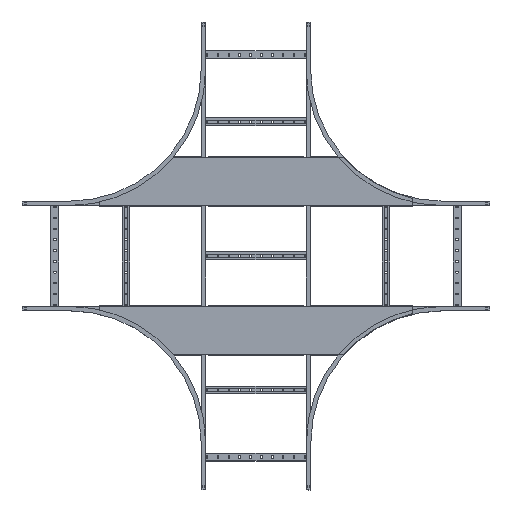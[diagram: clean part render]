
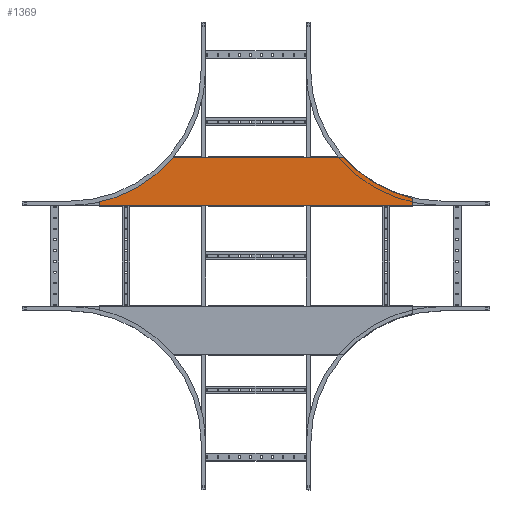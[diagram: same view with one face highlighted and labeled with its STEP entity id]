
A CAD part, top view. The second image highlights one B-rep face of the part: STEP entity #1369.
In plain terms, the highlighted face is planar.
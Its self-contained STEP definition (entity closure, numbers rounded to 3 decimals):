
#587 = CARTESIAN_POINT ( 'NONE',  ( 709.5, -1.2, -363.823 ) ) ;
#605 = CARTESIAN_POINT ( 'NONE',  ( -710.647, -1.2, -358.957 ) ) ;
#709 = CIRCLE ( 'NONE', #10261, 5. ) ;
#944 = DIRECTION ( 'NONE',  ( 0., -1., 0. ) ) ;
#974 = VERTEX_POINT ( 'NONE', #4880 ) ;
#1316 = CARTESIAN_POINT ( 'NONE',  ( 714.5, -1.2, -395.4 ) ) ;
#1369 = ADVANCED_FACE ( 'NONE', ( #9278 ), #4187, .F. ) ;
#1381 = DIRECTION ( 'NONE',  ( 0., 0., 1. ) ) ;
#1481 = EDGE_CURVE ( 'NONE', #2564, #4356, #9026, .T. ) ;
#1550 = CARTESIAN_POINT ( 'NONE',  ( 710.647, -1.2, -358.957 ) ) ;
#1597 = AXIS2_PLACEMENT_3D ( 'NONE', #7290, #944, #1634 ) ;
#1634 = DIRECTION ( 'NONE',  ( 0., 0., 1. ) ) ;
#1724 = VERTEX_POINT ( 'NONE', #6458 ) ;
#2098 = DIRECTION ( 'NONE',  ( 0., -1., 0. ) ) ;
#2153 = CARTESIAN_POINT ( 'NONE',  ( -399.051, -1.2, -173.2 ) ) ;
#2294 = ORIENTED_EDGE ( 'NONE', *, *, #5058, .F. ) ;
#2564 = VERTEX_POINT ( 'NONE', #7351 ) ;
#2614 = DIRECTION ( 'NONE',  ( 0., 1., 0. ) ) ;
#2779 = ORIENTED_EDGE ( 'NONE', *, *, #3316, .T. ) ;
#2896 = EDGE_CURVE ( 'NONE', #6199, #4210, #6131, .T. ) ;
#2953 = ORIENTED_EDGE ( 'NONE', *, *, #5337, .F. ) ;
#2958 = DIRECTION ( 'NONE',  ( 0., -1., 0. ) ) ;
#3003 = ORIENTED_EDGE ( 'NONE', *, *, #1481, .T. ) ;
#3188 = DIRECTION ( 'NONE',  ( -1., 0., 0. ) ) ;
#3243 = CARTESIAN_POINT ( 'NONE',  ( -714.5, -1.2, 226.8 ) ) ;
#3316 = EDGE_CURVE ( 'NONE', #974, #4210, #8113, .T. ) ;
#3606 = CARTESIAN_POINT ( 'NONE',  ( 848.677, -1.2, 226.8 ) ) ;
#3782 = AXIS2_PLACEMENT_3D ( 'NONE', #3606, #6857, #4522 ) ;
#3859 = LINE ( 'NONE', #4768, #8331 ) ;
#4140 = EDGE_LOOP ( 'NONE', ( #8147, #6954, #3003, #2953, #2294, #2779, #9546, #6556 ) ) ;
#4187 = PLANE ( 'NONE',  #5355 ) ;
#4210 = VERTEX_POINT ( 'NONE', #1550 ) ;
#4356 = VERTEX_POINT ( 'NONE', #9864 ) ;
#4522 = DIRECTION ( 'NONE',  ( 0., 0., -1. ) ) ;
#4593 = CARTESIAN_POINT ( 'NONE',  ( -709.5, -1.2, -363.823 ) ) ;
#4680 = VECTOR ( 'NONE', #4752, 1000. ) ;
#4752 = DIRECTION ( 'NONE',  ( -1., 0., 0. ) ) ;
#4768 = CARTESIAN_POINT ( 'NONE',  ( -1037., -1.2, -393.2 ) ) ;
#4880 = CARTESIAN_POINT ( 'NONE',  ( 714.5, -1.2, -363.823 ) ) ;
#4892 = DIRECTION ( 'NONE',  ( 0., 0., -1. ) ) ;
#5058 = EDGE_CURVE ( 'NONE', #974, #1724, #6471, .T. ) ;
#5198 = LINE ( 'NONE', #8715, #4680 ) ;
#5337 = EDGE_CURVE ( 'NONE', #1724, #4356, #3859, .T. ) ;
#5355 = AXIS2_PLACEMENT_3D ( 'NONE', #9866, #2614, #9825 ) ;
#6131 = CIRCLE ( 'NONE', #3782, 601.8 ) ;
#6199 = VERTEX_POINT ( 'NONE', #6801 ) ;
#6458 = CARTESIAN_POINT ( 'NONE',  ( 714.5, -1.2, -393.2 ) ) ;
#6471 = LINE ( 'NONE', #1316, #8576 ) ;
#6510 = EDGE_CURVE ( 'NONE', #6854, #8524, #8928, .T. ) ;
#6525 = EDGE_CURVE ( 'NONE', #6199, #8524, #5198, .T. ) ;
#6556 = ORIENTED_EDGE ( 'NONE', *, *, #6525, .T. ) ;
#6801 = CARTESIAN_POINT ( 'NONE',  ( 399.051, -1.2, -173.2 ) ) ;
#6839 = EDGE_CURVE ( 'NONE', #6854, #2564, #709, .T. ) ;
#6854 = VERTEX_POINT ( 'NONE', #605 ) ;
#6857 = DIRECTION ( 'NONE',  ( 0., -1., 0. ) ) ;
#6862 = DIRECTION ( 'NONE',  ( 0., 0., -1. ) ) ;
#6954 = ORIENTED_EDGE ( 'NONE', *, *, #6839, .T. ) ;
#7290 = CARTESIAN_POINT ( 'NONE',  ( -848.677, -1.2, 226.8 ) ) ;
#7351 = CARTESIAN_POINT ( 'NONE',  ( -714.5, -1.2, -363.823 ) ) ;
#7503 = AXIS2_PLACEMENT_3D ( 'NONE', #587, #2098, #8479 ) ;
#8113 = CIRCLE ( 'NONE', #7503, 5. ) ;
#8147 = ORIENTED_EDGE ( 'NONE', *, *, #6510, .F. ) ;
#8331 = VECTOR ( 'NONE', #3188, 1000. ) ;
#8479 = DIRECTION ( 'NONE',  ( 0., 0., 1. ) ) ;
#8524 = VERTEX_POINT ( 'NONE', #2153 ) ;
#8576 = VECTOR ( 'NONE', #6862, 1000. ) ;
#8715 = CARTESIAN_POINT ( 'NONE',  ( -560., -1.2, -173.2 ) ) ;
#8928 = CIRCLE ( 'NONE', #1597, 601.8 ) ;
#9026 = LINE ( 'NONE', #3243, #9389 ) ;
#9278 = FACE_OUTER_BOUND ( 'NONE', #4140, .T. ) ;
#9389 = VECTOR ( 'NONE', #4892, 1000. ) ;
#9546 = ORIENTED_EDGE ( 'NONE', *, *, #2896, .F. ) ;
#9825 = DIRECTION ( 'NONE',  ( 0., 0., 1. ) ) ;
#9864 = CARTESIAN_POINT ( 'NONE',  ( -714.5, -1.2, -393.2 ) ) ;
#9866 = CARTESIAN_POINT ( 'NONE',  ( -848.677, -1.2, 226.8 ) ) ;
#10261 = AXIS2_PLACEMENT_3D ( 'NONE', #4593, #2958, #1381 ) ;
